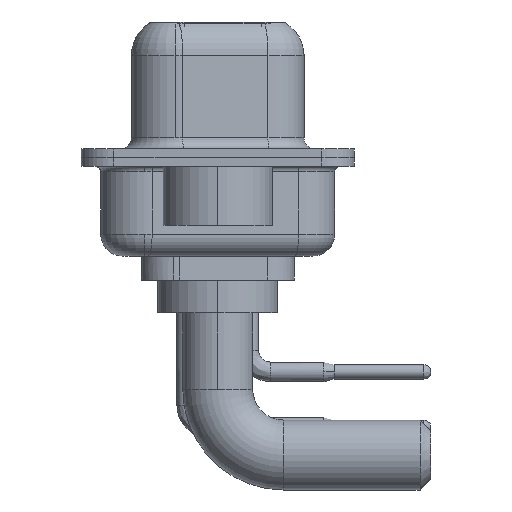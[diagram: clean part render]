
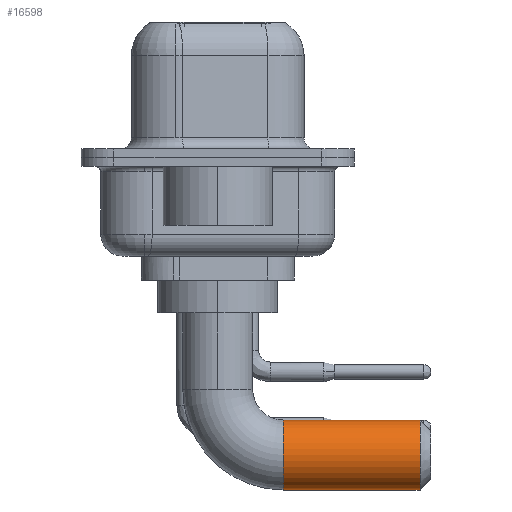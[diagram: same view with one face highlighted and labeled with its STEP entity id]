
A CAD part, left-side view. The second image highlights one B-rep face of the part: STEP entity #16598.
In plain terms, the highlighted cylindrical face has radius 1.6 mm (diameter 3.2 mm), a partial arc.
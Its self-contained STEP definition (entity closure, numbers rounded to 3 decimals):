
#559 = AXIS2_PLACEMENT_3D ( 'NONE', #16247, #4602, #2892 ) ;
#565 = DIRECTION ( 'NONE',  ( 0., -1., 0. ) ) ;
#1442 = VECTOR ( 'NONE', #17812, 1000. ) ;
#2403 = EDGE_CURVE ( 'NONE', #6503, #11632, #6748, .T. ) ;
#2892 = DIRECTION ( 'NONE',  ( 0., 0., -1. ) ) ;
#3303 = EDGE_CURVE ( 'NONE', #11632, #16647, #15213, .T. ) ;
#3359 = EDGE_CURVE ( 'NONE', #6503, #13770, #15306, .T. ) ;
#4506 = ORIENTED_EDGE ( 'NONE', *, *, #2403, .T. ) ;
#4602 = DIRECTION ( 'NONE',  ( 0., -1., 0. ) ) ;
#4637 = CARTESIAN_POINT ( 'NONE',  ( 0., -3., -4.9 ) ) ;
#4694 = CARTESIAN_POINT ( 'NONE',  ( 0., -3., -6.5 ) ) ;
#5767 = EDGE_CURVE ( 'NONE', #16647, #13770, #17776, .T. ) ;
#6113 = CARTESIAN_POINT ( 'NONE',  ( 0., -3., -8.1 ) ) ;
#6503 = VERTEX_POINT ( 'NONE', #4637 ) ;
#6748 = CIRCLE ( 'NONE', #11341, 1.6 ) ;
#7633 = CARTESIAN_POINT ( 'NONE',  ( 0., -3., -4.9 ) ) ;
#9430 = DIRECTION ( 'NONE',  ( 0., 0., -1. ) ) ;
#10384 = CARTESIAN_POINT ( 'NONE',  ( 0., -9.25, -8.1 ) ) ;
#11341 = AXIS2_PLACEMENT_3D ( 'NONE', #4694, #565, #13371 ) ;
#11450 = ORIENTED_EDGE ( 'NONE', *, *, #3303, .T. ) ;
#11632 = VERTEX_POINT ( 'NONE', #6113 ) ;
#11823 = FACE_OUTER_BOUND ( 'NONE', #14786, .T. ) ;
#12321 = DIRECTION ( 'NONE',  ( 0., -1., 0. ) ) ;
#12915 = CARTESIAN_POINT ( 'NONE',  ( 0., -9.25, -4.9 ) ) ;
#13173 = AXIS2_PLACEMENT_3D ( 'NONE', #18376, #16643, #9430 ) ;
#13371 = DIRECTION ( 'NONE',  ( -1., 0., 0. ) ) ;
#13770 = VERTEX_POINT ( 'NONE', #12915 ) ;
#14786 = EDGE_LOOP ( 'NONE', ( #16004, #4506, #11450, #18261 ) ) ;
#15213 = LINE ( 'NONE', #16652, #1442 ) ;
#15306 = LINE ( 'NONE', #7633, #16409 ) ;
#15972 = CYLINDRICAL_SURFACE ( 'NONE', #559, 1.6 ) ;
#16004 = ORIENTED_EDGE ( 'NONE', *, *, #3359, .F. ) ;
#16247 = CARTESIAN_POINT ( 'NONE',  ( 0., -3., -6.5 ) ) ;
#16409 = VECTOR ( 'NONE', #12321, 1000. ) ;
#16598 = ADVANCED_FACE ( 'NONE', ( #11823 ), #15972, .T. ) ;
#16643 = DIRECTION ( 'NONE',  ( 0., 1., 0. ) ) ;
#16647 = VERTEX_POINT ( 'NONE', #10384 ) ;
#16652 = CARTESIAN_POINT ( 'NONE',  ( 0., -3., -8.1 ) ) ;
#17776 = CIRCLE ( 'NONE', #13173, 1.6 ) ;
#17812 = DIRECTION ( 'NONE',  ( 0., -1., 0. ) ) ;
#18261 = ORIENTED_EDGE ( 'NONE', *, *, #5767, .T. ) ;
#18376 = CARTESIAN_POINT ( 'NONE',  ( 0., -9.25, -6.5 ) ) ;
